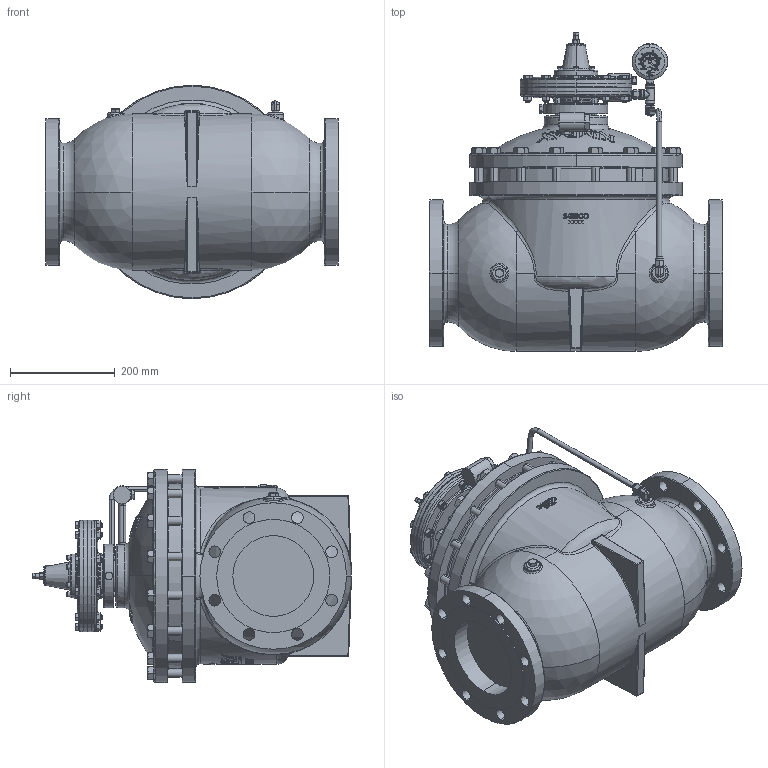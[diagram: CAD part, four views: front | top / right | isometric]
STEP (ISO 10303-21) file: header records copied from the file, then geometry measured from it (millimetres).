
FILE_DESCRIPTION (( 'STEP AP214' ), '1' );
FILE_NAME ('RAB6ARD_4S-AAPD.STEP', '2025-09-29T15:25:03', ( '' ), ( '' ), 'SwSTEP 2.0', 'SolidWorks 2024', '' );
FILE_SCHEMA (( 'AUTOMOTIVE_DESIGN' ));
Length unit declared in the file: inch
Products named in the file (1): RAB6ARD_4S-AAPD
Bounding box: 560.37 x 608.27 x 406.4 mm (x, y, z)
Volume: 49587786.7 mm3; surface area: 1295779.3 mm2
Topology: 1 solids, 1 shells, 5456 faces, 14312 edges, 8989 vertices
Faces by surface type: plane 2409, bspline 1581, cylinder 635, cone 463, torus 212, sphere 156
Entity records: 209478 total; most frequent: CARTESIAN_POINT 87503, ORIENTED_EDGE 28338, DIRECTION 20627, EDGE_CURVE 14169, VERTEX_POINT 8989, VECTOR 6961, LINE 6961, AXIS2_PLACEMENT_3D 6833
